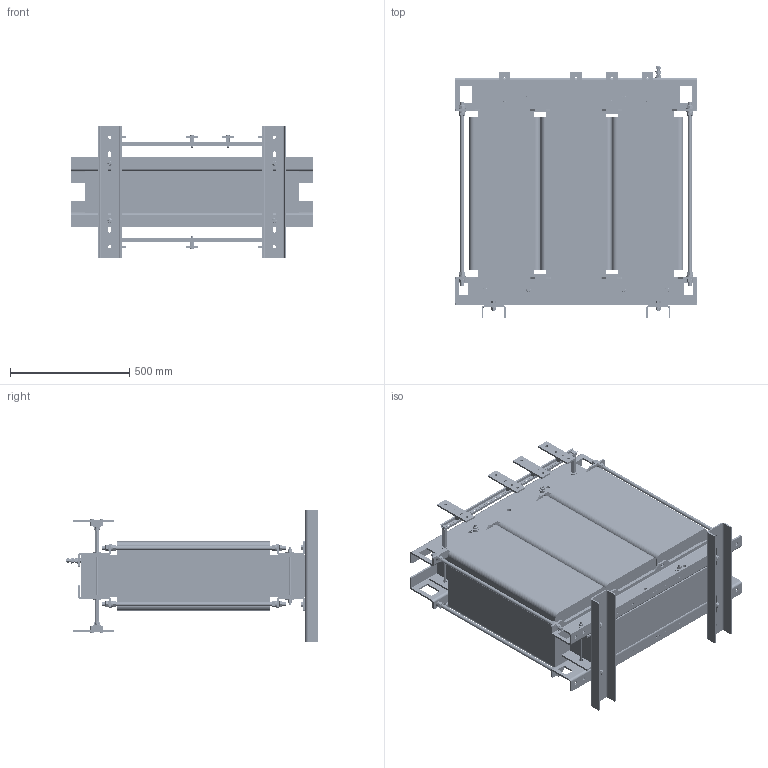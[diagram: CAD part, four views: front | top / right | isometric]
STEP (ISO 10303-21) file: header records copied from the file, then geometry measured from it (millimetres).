
FILE_DESCRIPTION(/* description */ (''),/* implementation_level */ '2;1');
FILE_NAME(/* name */ 'TTX250_V01.stp',/* time_stamp */ '2023-12-21T08:52:53+01:00',/* author */ ('ops'),/* organization */ (''),/* preprocessor_version */ 'ST-DEVELOPER v16.13',/* originating_system */ 'Autodesk Inventor 2018',/* authorisation */ '');
FILE_SCHEMA (('AUTOMOTIVE_DESIGN { 1 0 10303 214 3 1 1 }'));
Products named in the file (1): TTX250_V01
Bounding box: 1016 x 1057.72 x 550 mm (x, y, z)
Volume: 211488143.9 mm3; surface area: 9710451.4 mm2
Topology: 232 solids, 232 shells, 3100 faces, 6864 edges, 4315 vertices
Faces by surface type: plane 1515, cylinder 1042, cone 395, sphere 104, torus 44
Full cylindrical faces by diameter (mm): 3.5 x4, 4.134 x21, 4.567 x22, 5 x43, 5.3 x21, 6 x14, 6.7 x22, 7 x12, 8 x2, 8.376 x16, 9.188 x4, 10 x20, 10.106 x7, 10.5 x24, 11.053 x1, 12 x12, 12.5 x7, 13 x35, 13.835 x16, 15 x31, 15.4 x4, 16 x8, 16.63 x4, 17 x80, 17.2 x1, 20 x8, 24 x11, 30 x32, 37 x8
Entity records: 84412 total; most frequent: CARTESIAN_POINT 15209, DIRECTION 14150, ORIENTED_EDGE 12222, EDGE_CURVE 6111, AXIS2_PLACEMENT_3D 5746, EDGE_LOOP 4590, VERTEX_POINT 4269, FACE_OUTER_BOUND 3100
